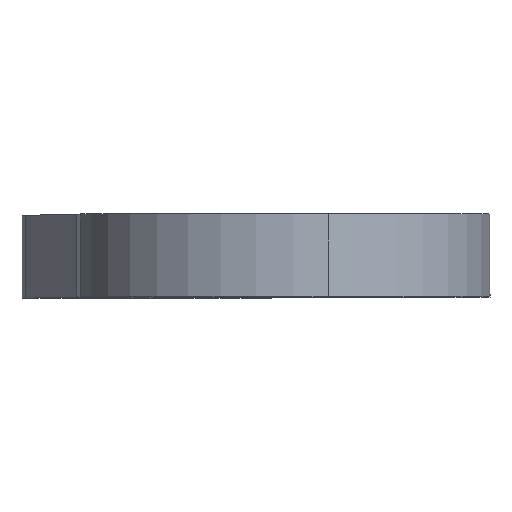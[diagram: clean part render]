
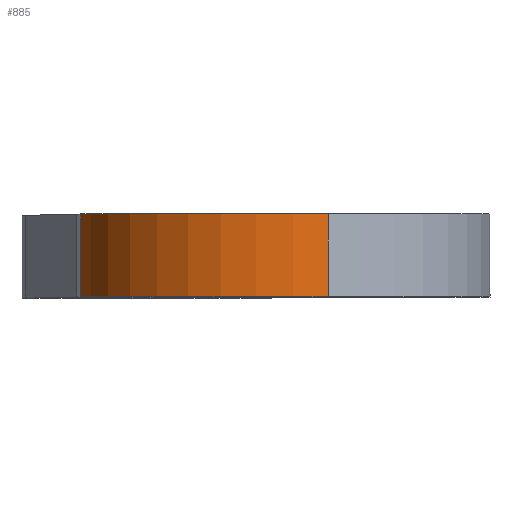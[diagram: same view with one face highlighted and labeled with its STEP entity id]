
A CAD part, top view. The second image highlights one B-rep face of the part: STEP entity #885.
In plain terms, the highlighted cylindrical face has radius 25 mm (diameter 50 mm), a partial arc.
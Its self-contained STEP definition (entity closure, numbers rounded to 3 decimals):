
#25 = DIRECTION ( 'NONE',  ( -0.109, 0., -0.994 ) ) ;
#65 = CARTESIAN_POINT ( 'NONE',  ( -30., -200., 49. ) ) ;
#66 = AXIS2_PLACEMENT_3D ( 'NONE', #537, #841, #1207 ) ;
#83 = CIRCLE ( 'NONE', #1187, 25. ) ;
#118 = EDGE_CURVE ( 'NONE', #1140, #1103, #212, .T. ) ;
#120 = CARTESIAN_POINT ( 'NONE',  ( -24.513, -190., 73.39 ) ) ;
#159 = CYLINDRICAL_SURFACE ( 'NONE', #1066, 25. ) ;
#212 = LINE ( 'NONE', #781, #411 ) ;
#225 = CARTESIAN_POINT ( 'NONE',  ( -24.513, -200., 73.39 ) ) ;
#242 = EDGE_CURVE ( 'NONE', #1140, #370, #83, .T. ) ;
#244 = EDGE_LOOP ( 'NONE', ( #1059, #555, #1114, #792 ) ) ;
#370 = VERTEX_POINT ( 'NONE', #463 ) ;
#375 = EDGE_CURVE ( 'NONE', #1103, #782, #639, .T. ) ;
#411 = VECTOR ( 'NONE', #774, 1000. ) ;
#463 = CARTESIAN_POINT ( 'NONE',  ( -54.39, -190., 54.487 ) ) ;
#506 = DIRECTION ( 'NONE',  ( 0., -1., 0. ) ) ;
#537 = CARTESIAN_POINT ( 'NONE',  ( -30., -200., 49. ) ) ;
#555 = ORIENTED_EDGE ( 'NONE', *, *, #242, .T. ) ;
#639 = CIRCLE ( 'NONE', #66, 25. ) ;
#648 = FACE_OUTER_BOUND ( 'NONE', #244, .T. ) ;
#689 = CARTESIAN_POINT ( 'NONE',  ( -54.39, -200., 54.487 ) ) ;
#763 = EDGE_CURVE ( 'NONE', #782, #370, #1149, .T. ) ;
#774 = DIRECTION ( 'NONE',  ( 0., -1., 0. ) ) ;
#781 = CARTESIAN_POINT ( 'NONE',  ( -24.513, -200., 73.39 ) ) ;
#782 = VERTEX_POINT ( 'NONE', #689 ) ;
#792 = ORIENTED_EDGE ( 'NONE', *, *, #375, .F. ) ;
#841 = DIRECTION ( 'NONE',  ( 0., -1., 0. ) ) ;
#885 = ADVANCED_FACE ( 'NONE', ( #648 ), #159, .T. ) ;
#886 = CARTESIAN_POINT ( 'NONE',  ( -30., -190., 49. ) ) ;
#906 = DIRECTION ( 'NONE',  ( 0.219, 0., 0.976 ) ) ;
#992 = DIRECTION ( 'NONE',  ( 0., -1., 0. ) ) ;
#1016 = VECTOR ( 'NONE', #1167, 1000. ) ;
#1059 = ORIENTED_EDGE ( 'NONE', *, *, #118, .F. ) ;
#1061 = CARTESIAN_POINT ( 'NONE',  ( -54.39, -200., 54.487 ) ) ;
#1066 = AXIS2_PLACEMENT_3D ( 'NONE', #65, #992, #906 ) ;
#1103 = VERTEX_POINT ( 'NONE', #225 ) ;
#1114 = ORIENTED_EDGE ( 'NONE', *, *, #763, .F. ) ;
#1140 = VERTEX_POINT ( 'NONE', #120 ) ;
#1149 = LINE ( 'NONE', #1061, #1016 ) ;
#1167 = DIRECTION ( 'NONE',  ( 0., 1., 0. ) ) ;
#1187 = AXIS2_PLACEMENT_3D ( 'NONE', #886, #506, #25 ) ;
#1207 = DIRECTION ( 'NONE',  ( -0.109, 0., -0.994 ) ) ;
